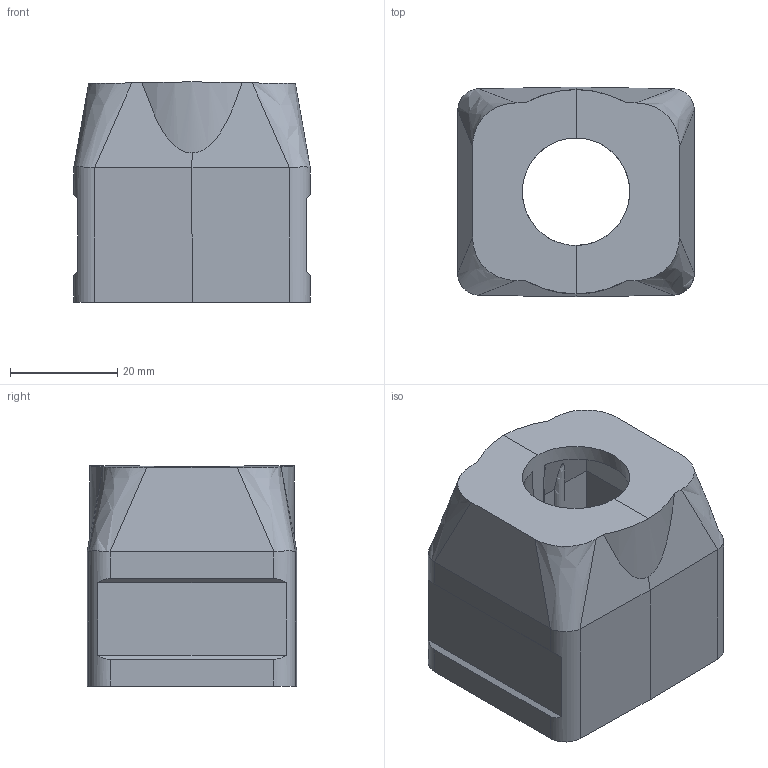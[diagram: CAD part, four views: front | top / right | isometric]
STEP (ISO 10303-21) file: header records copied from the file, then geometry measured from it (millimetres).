
FILE_DESCRIPTION(/* description */ (''),/* implementation_level */ '2;1');
FILE_NAME(/* name */ '100562108ugm000_b.stp',/* time_stamp */ '2020-03-30T15:02:01+02:00',/* author */ (''),/* organization */ (''),/* preprocessor_version */ 'ST-DEVELOPER v16.7',/* originating_system */ 'SIEMENS PLM Software NX 12.0',/* authorisation */ '');
FILE_SCHEMA (('AUTOMOTIVE_DESIGN { 1 0 10303 214 3 1 1 1 }'));
Length unit declared in the file: millimetre
Products named in the file (1): 100562108ugm000_b
Bounding box: 44 x 39 x 41 mm (x, y, z)
Volume: 21271.8 mm3; surface area: 14865.5 mm2
Topology: 1 solids, 1 shells, 172 faces, 543 edges, 476 vertices
Faces by surface type: plane 137, cylinder 23, cone 6, bspline 4, extrusion 2
Full cylindrical faces by diameter (mm): 1.025 x1, 1.211 x1, 4 x2, 20 x1
Entity records: 7741 total; most frequent: CARTESIAN_POINT 1541, DIRECTION 932, ORIENTED_EDGE 898, EDGE_CURVE 449, VECTOR 414, LINE 412, VERTEX_POINT 300, PRESENTATION_STYLE_ASSIGNMENT 262
